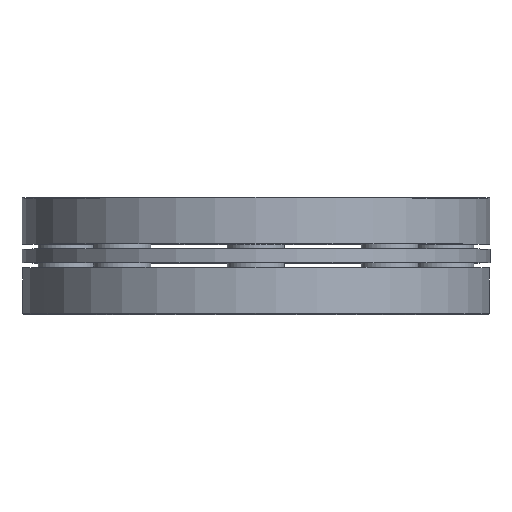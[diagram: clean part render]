
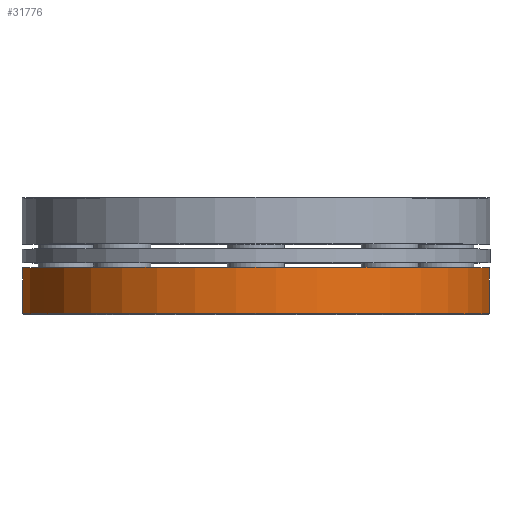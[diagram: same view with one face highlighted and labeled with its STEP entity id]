
A CAD part, top view. The second image highlights one B-rep face of the part: STEP entity #31776.
In plain terms, the highlighted cylindrical face has radius 204 mm (diameter 408 mm), a full revolution.
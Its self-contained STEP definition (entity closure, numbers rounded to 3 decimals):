
#4256=CYLINDRICAL_SURFACE('',#33899,204.);
#9159=ORIENTED_EDGE('',*,*,#12570,.T.);
#9160=ORIENTED_EDGE('',*,*,#12600,.T.);
#12570=EDGE_CURVE('',#14808,#14808,#15942,.F.);
#12600=EDGE_CURVE('',#14838,#14838,#15972,.T.);
#14808=VERTEX_POINT('',#49939);
#14838=VERTEX_POINT('',#50028);
#15942=CIRCLE('',#33841,204.);
#15972=CIRCLE('',#33900,204.);
#17773=EDGE_LOOP('',(#9159));
#17774=EDGE_LOOP('',(#9160));
#19881=FACE_BOUND('',#17773,.T.);
#19882=FACE_BOUND('',#17774,.T.);
#31776=ADVANCED_FACE('',(#19881,#19882),#4256,.T.);
#33841=AXIS2_PLACEMENT_3D('',#49938,#39336,#39337);
#33899=AXIS2_PLACEMENT_3D('',#50026,#39452,#39453);
#33900=AXIS2_PLACEMENT_3D('',#50027,#39454,#39455);
#39336=DIRECTION('',(0.,-1.,0.));
#39337=DIRECTION('',(-0.707,0.,0.707));
#39452=DIRECTION('',(0.,1.,0.));
#39453=DIRECTION('',(0.707,0.,-0.707));
#39454=DIRECTION('',(0.,-1.,0.));
#39455=DIRECTION('',(-0.707,0.,0.707));
#49938=CARTESIAN_POINT('',(0.,-60.6,0.));
#49939=CARTESIAN_POINT('',(-144.25,-60.6,144.25));
#50026=CARTESIAN_POINT('',(0.,-61.1,0.));
#50027=CARTESIAN_POINT('',(0.,-20.6,0.));
#50028=CARTESIAN_POINT('',(-144.25,-20.6,144.25));
